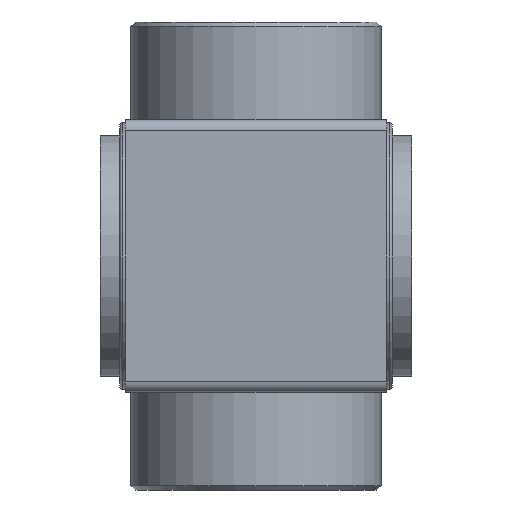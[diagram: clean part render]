
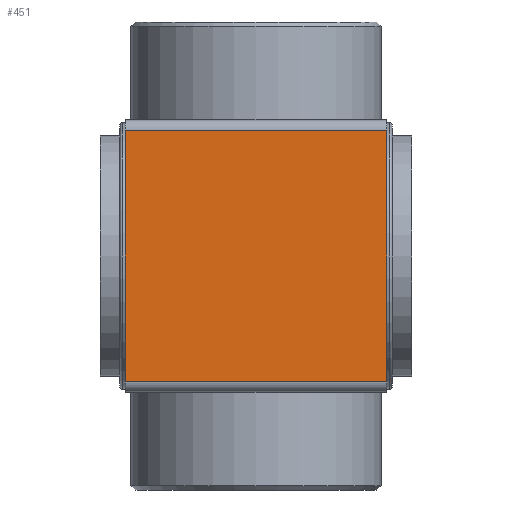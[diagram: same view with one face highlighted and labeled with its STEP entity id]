
A CAD part, left-side view. The second image highlights one B-rep face of the part: STEP entity #451.
In plain terms, the highlighted planar face has unit normal (-1, 0, 0).
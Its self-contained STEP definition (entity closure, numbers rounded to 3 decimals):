
#32=LINE('',#794,#52);
#33=LINE('',#797,#53);
#34=LINE('',#799,#54);
#35=LINE('',#801,#55);
#52=VECTOR('',#584,1000.);
#53=VECTOR('',#585,1000.);
#54=VECTOR('',#586,1000.);
#55=VECTOR('',#587,1000.);
#68=PLANE('',#501);
#124=ORIENTED_EDGE('',*,*,#232,.T.);
#125=ORIENTED_EDGE('',*,*,#233,.F.);
#126=ORIENTED_EDGE('',*,*,#234,.F.);
#127=ORIENTED_EDGE('',*,*,#235,.T.);
#232=EDGE_CURVE('',#286,#287,#32,.T.);
#233=EDGE_CURVE('',#288,#287,#33,.T.);
#234=EDGE_CURVE('',#289,#288,#34,.T.);
#235=EDGE_CURVE('',#289,#286,#35,.T.);
#286=VERTEX_POINT('',#795);
#287=VERTEX_POINT('',#796);
#288=VERTEX_POINT('',#798);
#289=VERTEX_POINT('',#800);
#324=EDGE_LOOP('',(#124,#125,#126,#127));
#382=FACE_BOUND('',#324,.T.);
#451=ADVANCED_FACE('',(#382),#68,.F.);
#501=AXIS2_PLACEMENT_3D('',#793,#582,#583);
#582=DIRECTION('',(1.,0.,0.));
#583=DIRECTION('',(0.,0.,-1.));
#584=DIRECTION('',(0.,0.,1.));
#585=DIRECTION('',(0.,-1.,0.));
#586=DIRECTION('',(0.,0.,1.));
#587=DIRECTION('',(0.,-1.,0.));
#793=CARTESIAN_POINT('',(-12.5,12.,-11.5));
#794=CARTESIAN_POINT('',(-12.5,-12.,-11.5));
#795=CARTESIAN_POINT('',(-12.5,-12.,-11.5));
#796=CARTESIAN_POINT('',(-12.5,-12.,11.5));
#797=CARTESIAN_POINT('',(-12.5,12.,11.5));
#798=CARTESIAN_POINT('',(-12.5,12.,11.5));
#799=CARTESIAN_POINT('',(-12.5,12.,-11.5));
#800=CARTESIAN_POINT('',(-12.5,12.,-11.5));
#801=CARTESIAN_POINT('',(-12.5,12.,-11.5));
